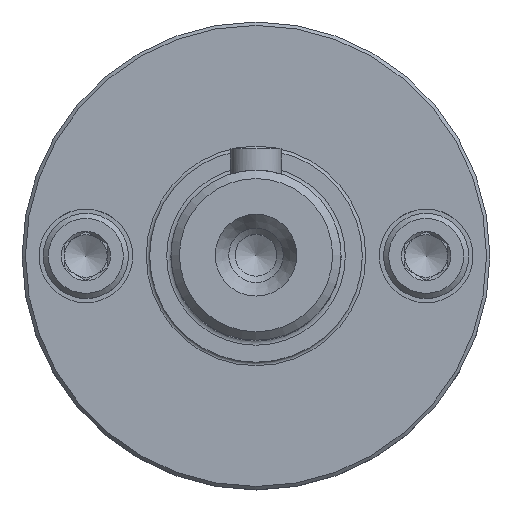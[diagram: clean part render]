
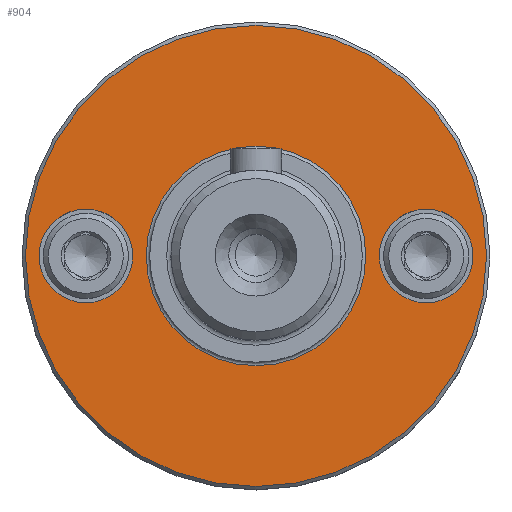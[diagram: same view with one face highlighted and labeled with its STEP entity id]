
A CAD part, top view. The second image highlights one B-rep face of the part: STEP entity #904.
In plain terms, the highlighted planar face has unit normal (0, 0, 1).
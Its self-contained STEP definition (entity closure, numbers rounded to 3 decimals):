
#189=ORIENTED_EDGE('',*,*,#392,.F.);
#190=ORIENTED_EDGE('',*,*,#393,.F.);
#191=ORIENTED_EDGE('',*,*,#394,.F.);
#192=ORIENTED_EDGE('',*,*,#391,.T.);
#391=EDGE_CURVE('',#496,#496,#573,.T.);
#392=EDGE_CURVE('',#497,#497,#574,.T.);
#393=EDGE_CURVE('',#498,#498,#575,.F.);
#394=EDGE_CURVE('',#499,#499,#576,.F.);
#496=VERTEX_POINT('',#1518);
#497=VERTEX_POINT('',#1521);
#498=VERTEX_POINT('',#1523);
#499=VERTEX_POINT('',#1525);
#573=CIRCLE('',#1026,12.9);
#574=CIRCLE('',#1028,27.1);
#575=CIRCLE('',#1029,5.5);
#576=CIRCLE('',#1030,5.5);
#645=EDGE_LOOP('',(#189));
#646=EDGE_LOOP('',(#190));
#647=EDGE_LOOP('',(#191));
#648=EDGE_LOOP('',(#192));
#764=FACE_BOUND('',#645,.T.);
#765=FACE_BOUND('',#646,.T.);
#766=FACE_BOUND('',#647,.T.);
#767=FACE_BOUND('',#648,.T.);
#868=PLANE('',#1027);
#904=ADVANCED_FACE('',(#764,#765,#766,#767),#868,.F.);
#1026=AXIS2_PLACEMENT_3D('',#1517,#1190,#1191);
#1027=AXIS2_PLACEMENT_3D('',#1519,#1192,#1193);
#1028=AXIS2_PLACEMENT_3D('',#1520,#1194,#1195);
#1029=AXIS2_PLACEMENT_3D('',#1522,#1196,#1197);
#1030=AXIS2_PLACEMENT_3D('',#1524,#1198,#1199);
#1190=DIRECTION('',(0.,0.,-1.));
#1191=DIRECTION('',(0.,1.,0.));
#1192=DIRECTION('',(0.,0.,-1.));
#1193=DIRECTION('',(0.,1.,0.));
#1194=DIRECTION('',(0.,0.,-1.));
#1195=DIRECTION('',(0.,1.,0.));
#1196=DIRECTION('',(0.,0.,-1.));
#1197=DIRECTION('',(0.,1.,0.));
#1198=DIRECTION('',(0.,0.,-1.));
#1199=DIRECTION('',(0.,1.,0.));
#1517=CARTESIAN_POINT('',(0.,0.,11.8));
#1518=CARTESIAN_POINT('',(0.,12.9,11.8));
#1519=CARTESIAN_POINT('',(0.,12.9,11.8));
#1520=CARTESIAN_POINT('',(0.,0.,11.8));
#1521=CARTESIAN_POINT('',(0.,27.1,11.8));
#1522=CARTESIAN_POINT('',(20.,0.,11.8));
#1523=CARTESIAN_POINT('',(20.,5.5,11.8));
#1524=CARTESIAN_POINT('',(-20.,0.,11.8));
#1525=CARTESIAN_POINT('',(-20.,5.5,11.8));
